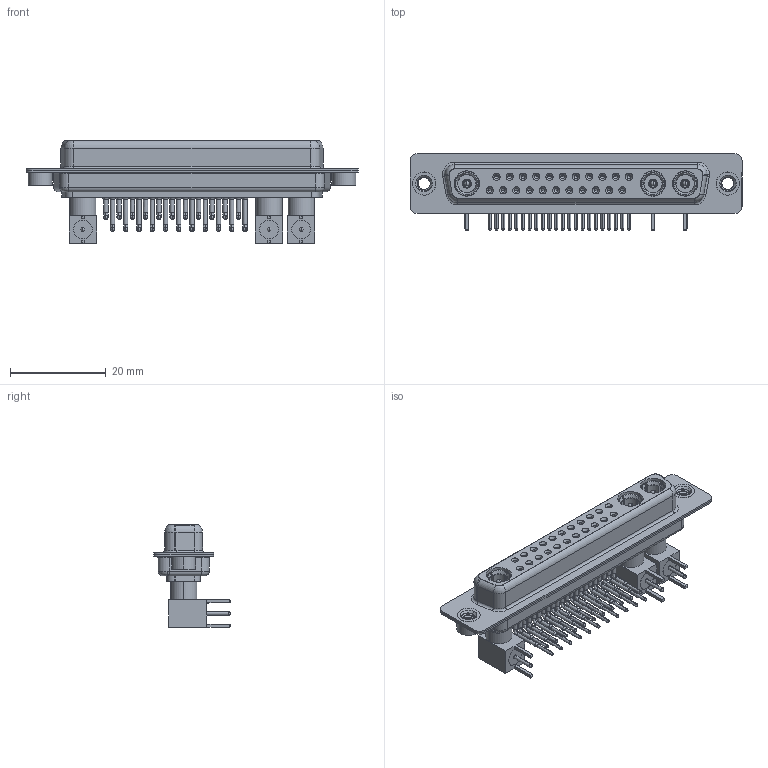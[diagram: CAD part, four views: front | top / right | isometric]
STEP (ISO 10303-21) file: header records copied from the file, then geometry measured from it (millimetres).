
FILE_DESCRIPTION (( 'STEP AP203' ), '1' );
FILE_NAME ('630-25W3640-5TA.STEP', '2022-06-07T08:27:37', ( '' ), ( '' ), 'SwSTEP 2.0', 'SolidWorks 2020', '' );
FILE_SCHEMA (( 'CONFIG_CONTROL_DESIGN' ));
Length unit declared in the file: millimetre
Products named in the file (16): Co-Ax Plug_RA PC Tail; Insulator RA Pin; Co-Ax Plug Assy_RA; 630Combo Housing_25W3; RA Back Shell; 630Combo Contact Row 2; Insulator Pin_Straight PC Tail; 630Combo Shell Front_37 Contacts; 630Combo Threaded Rivet_A; 630-25W3640-5TA; 630Combo Contact Row 1; 630Combo Shell Rear_37 Contacts; Pin_RA; Locking Collar
Assembly tree (48 placements, depth 3):
  630-25W3640-5TA
    630Combo Housing_25W3
    630Combo Shell Front_37 Contacts
    630Combo Shell Rear_37 Contacts
    630Combo Threaded Rivet_A  x2
    Co-Ax Plug Assy_RA
      Co-Ax Plug_RA PC Tail
      Insulator Pin_Straight PC Tail
      Pin_RA
      Locking Collar
      RA Back Shell
      Insulator RA Pin
    Co-Ax Plug Assy_RA
      Co-Ax Plug_RA PC Tail
      Insulator Pin_Straight PC Tail
      Pin_RA
      Locking Collar
      RA Back Shell
      Insulator RA Pin
    Co-Ax Plug Assy_RA
      Co-Ax Plug_RA PC Tail
      Insulator Pin_Straight PC Tail
      Pin_RA
      Locking Collar
      RA Back Shell
      Insulator RA Pin
    630Combo Contact Row 1  x11
    630Combo Contact Row 2  x11
Bounding box: 69.4 x 16 x 21.41 mm (x, y, z)
Volume: 6166.6 mm3; surface area: 14583.6 mm2
Topology: 45 solids, 45 shells, 1943 faces, 4844 edges, 3042 vertices
Faces by surface type: cylinder 836, plane 598, cone 325, bspline 97, torus 75, sphere 12
Entity records: 27372 total; most frequent: CARTESIAN_POINT 5909, DIRECTION 4345, ORIENTED_EDGE 3664, EDGE_CURVE 1832, AXIS2_PLACEMENT_3D 1801, VERTEX_POINT 1166, CIRCLE 972, EDGE_LOOP 956
